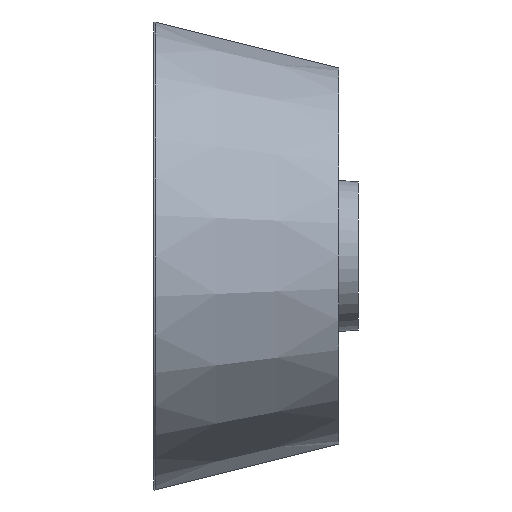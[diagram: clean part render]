
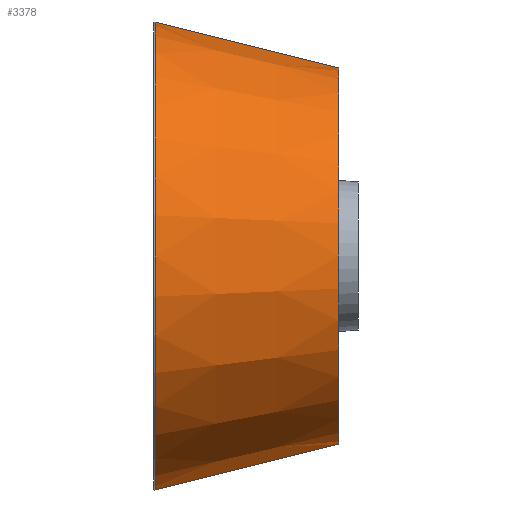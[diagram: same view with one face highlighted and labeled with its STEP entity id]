
A CAD part, left-side view. The second image highlights one B-rep face of the part: STEP entity #3378.
In plain terms, the highlighted conical face has half-angle 14 degrees and reference radius 190 mm.
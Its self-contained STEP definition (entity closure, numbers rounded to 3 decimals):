
#111 = ORIENTED_EDGE ( 'NONE', *, *, #376, .T. ) ;
#208 = AXIS2_PLACEMENT_3D ( 'NONE', #1459, #826, #3350 ) ;
#210 = AXIS2_PLACEMENT_3D ( 'NONE', #1481, #313, #871 ) ;
#305 = VERTEX_POINT ( 'NONE', #3832 ) ;
#313 = DIRECTION ( 'NONE',  ( 0., 1., 0. ) ) ;
#376 = EDGE_CURVE ( 'NONE', #305, #3848, #1964, .T. ) ;
#532 = DIRECTION ( 'NONE',  ( 0., 0.97, -0.242 ) ) ;
#542 = ORIENTED_EDGE ( 'NONE', *, *, #2588, .T. ) ;
#555 = CARTESIAN_POINT ( 'NONE',  ( -110., -1.242, -189.69 ) ) ;
#676 = CARTESIAN_POINT ( 'NONE',  ( -110., -1.242, 189.69 ) ) ;
#683 = DIRECTION ( 'NONE',  ( 0., 0.97, 0.242 ) ) ;
#826 = DIRECTION ( 'NONE',  ( 0., 1., 0. ) ) ;
#871 = DIRECTION ( 'NONE',  ( 0., 0., 1. ) ) ;
#1255 = CARTESIAN_POINT ( 'NONE',  ( -110., -1.242, 0. ) ) ;
#1280 = CARTESIAN_POINT ( 'NONE',  ( -110., 0., 190. ) ) ;
#1287 = VERTEX_POINT ( 'NONE', #555 ) ;
#1451 = VECTOR ( 'NONE', #532, 1000. ) ;
#1459 = CARTESIAN_POINT ( 'NONE',  ( -110., -150., 0. ) ) ;
#1481 = CARTESIAN_POINT ( 'NONE',  ( -110., 0., 0. ) ) ;
#1816 = CARTESIAN_POINT ( 'NONE',  ( -110., -150., -152.601 ) ) ;
#1874 = CIRCLE ( 'NONE', #2194, 189.69 ) ;
#1964 = LINE ( 'NONE', #1280, #3409 ) ;
#1972 = VERTEX_POINT ( 'NONE', #1816 ) ;
#2095 = CARTESIAN_POINT ( 'NONE',  ( -110., 0., -190. ) ) ;
#2155 = ORIENTED_EDGE ( 'NONE', *, *, #2693, .F. ) ;
#2194 = AXIS2_PLACEMENT_3D ( 'NONE', #1255, #3070, #2503 ) ;
#2248 = ORIENTED_EDGE ( 'NONE', *, *, #3980, .T. ) ;
#2296 = EDGE_LOOP ( 'NONE', ( #111, #2248, #2155, #542 ) ) ;
#2503 = DIRECTION ( 'NONE',  ( 0., 0., 1. ) ) ;
#2588 = EDGE_CURVE ( 'NONE', #1972, #305, #2702, .T. ) ;
#2693 = EDGE_CURVE ( 'NONE', #1972, #1287, #3654, .T. ) ;
#2702 = CIRCLE ( 'NONE', #208, 152.601 ) ;
#3055 = FACE_OUTER_BOUND ( 'NONE', #2296, .T. ) ;
#3070 = DIRECTION ( 'NONE',  ( 0., -1., 0. ) ) ;
#3350 = DIRECTION ( 'NONE',  ( 0., 0., 1. ) ) ;
#3378 = ADVANCED_FACE ( 'NONE', ( #3055 ), #3940, .T. ) ;
#3409 = VECTOR ( 'NONE', #683, 1000. ) ;
#3654 = LINE ( 'NONE', #2095, #1451 ) ;
#3832 = CARTESIAN_POINT ( 'NONE',  ( -110., -150., 152.601 ) ) ;
#3848 = VERTEX_POINT ( 'NONE', #676 ) ;
#3940 = CONICAL_SURFACE ( 'NONE', #210, 190., 0.244 ) ;
#3980 = EDGE_CURVE ( 'NONE', #3848, #1287, #1874, .T. ) ;
